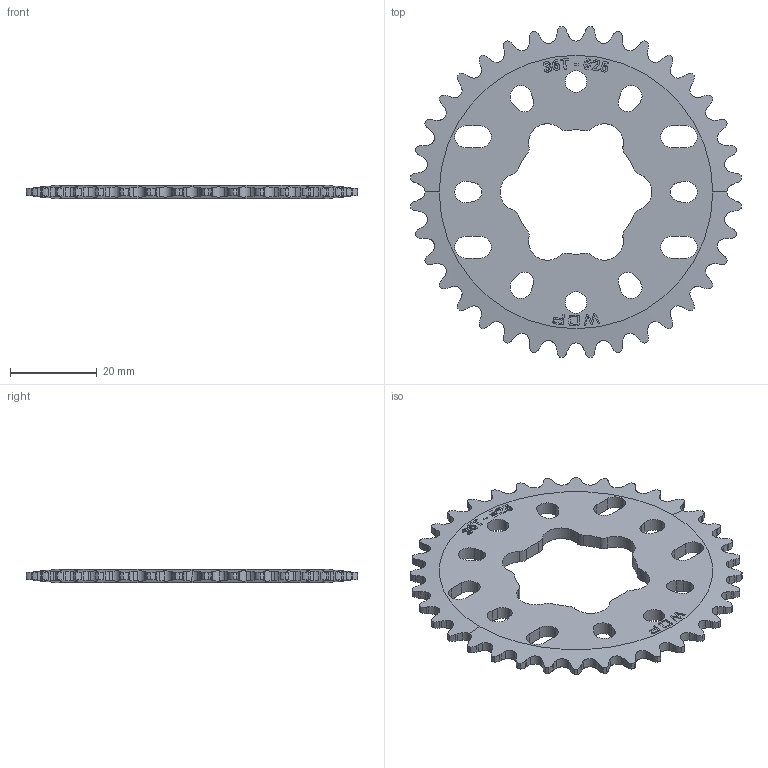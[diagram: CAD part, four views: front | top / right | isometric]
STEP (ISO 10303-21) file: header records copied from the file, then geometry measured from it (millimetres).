
FILE_DESCRIPTION (( 'STEP AP214' ), '1' );
FILE_NAME ('WCP-0966 Rev2.step', '2023-12-13T23:17:19', ( '' ), ( '' ), 'SwSTEP 2.0', 'SolidWorks 2022', '' );
FILE_SCHEMA (( 'AUTOMOTIVE_DESIGN' ));
Length unit declared in the file: inch
Products named in the file (1): WCP-0966 Rev2
Bounding box: 76.17 x 76.17 x 3 mm (x, y, z)
Volume: 8496.4 mm3; surface area: 7793.2 mm2
Topology: 1 solids, 1 shells, 557 faces, 1624 edges, 1082 vertices
Faces by surface type: cylinder 298, plane 210, bspline 45, cone 4
Entity records: 22354 total; most frequent: CARTESIAN_POINT 8705, ORIENTED_EDGE 3248, DIRECTION 2218, EDGE_CURVE 1624, VERTEX_POINT 1082, LINE 788, VECTOR 788, AXIS2_PLACEMENT_3D 715
